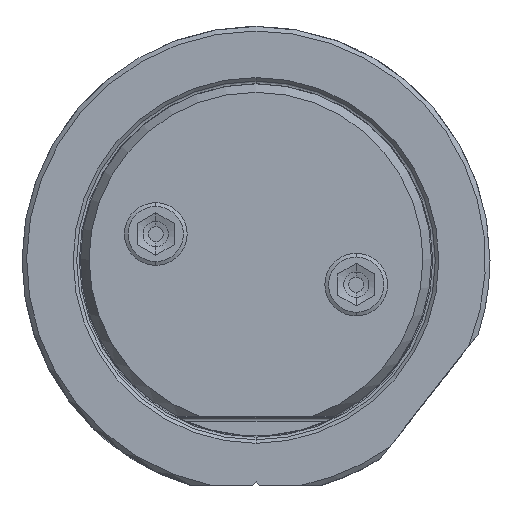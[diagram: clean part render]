
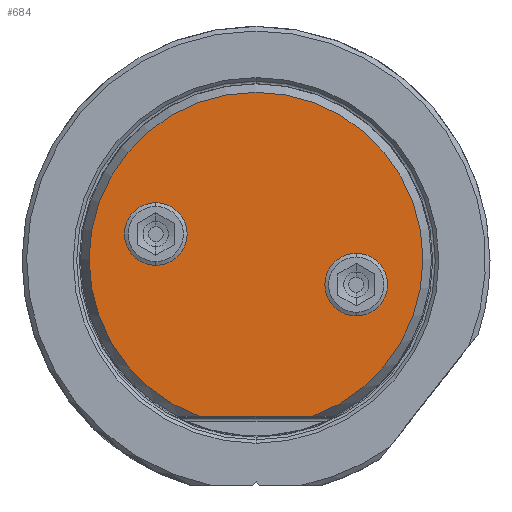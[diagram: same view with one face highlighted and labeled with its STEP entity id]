
A CAD part, top view. The second image highlights one B-rep face of the part: STEP entity #684.
In plain terms, the highlighted planar face has unit normal (0, 0, 1).
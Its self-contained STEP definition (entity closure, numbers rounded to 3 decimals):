
#214=PLANE('',#6255);
#684=ADVANCED_FACE('',(#1023,#1024,#1025),#214,.T.);
#1023=FACE_BOUND('',#1164,.T.);
#1024=FACE_BOUND('',#1165,.T.);
#1025=FACE_BOUND('',#1166,.T.);
#1164=EDGE_LOOP('',(#3150,#3151,#3152));
#1165=EDGE_LOOP('',(#3153,#3154));
#1166=EDGE_LOOP('',(#3155,#3156));
#1482=CIRCLE('',#6246,3.4);
#1484=CIRCLE('',#6249,3.4);
#1485=CIRCLE('',#6251,18.122);
#1486=CIRCLE('',#6252,18.122);
#1487=CIRCLE('',#6253,3.4);
#1488=CIRCLE('',#6254,3.4);
#1878=LINE('',#13553,#2200);
#2200=VECTOR('',#7351,1.);
#3150=ORIENTED_EDGE('',*,*,#5188,.T.);
#3151=ORIENTED_EDGE('',*,*,#5189,.T.);
#3152=ORIENTED_EDGE('',*,*,#5190,.T.);
#3153=ORIENTED_EDGE('',*,*,#5184,.T.);
#3154=ORIENTED_EDGE('',*,*,#5187,.T.);
#3155=ORIENTED_EDGE('',*,*,#5191,.T.);
#3156=ORIENTED_EDGE('',*,*,#5192,.T.);
#4476=VERTEX_POINT('',#13542);
#4477=VERTEX_POINT('',#13544);
#4478=VERTEX_POINT('',#13551);
#4479=VERTEX_POINT('',#13552);
#4480=VERTEX_POINT('',#13554);
#4481=VERTEX_POINT('',#13557);
#4482=VERTEX_POINT('',#13558);
#5184=EDGE_CURVE('',#4477,#4476,#1482,.T.);
#5187=EDGE_CURVE('',#4476,#4477,#1484,.T.);
#5188=EDGE_CURVE('',#4478,#4479,#1485,.T.);
#5189=EDGE_CURVE('',#4479,#4480,#1878,.T.);
#5190=EDGE_CURVE('',#4480,#4478,#1486,.T.);
#5191=EDGE_CURVE('',#4481,#4482,#1487,.T.);
#5192=EDGE_CURVE('',#4482,#4481,#1488,.T.);
#6246=AXIS2_PLACEMENT_3D('',#13543,#7338,#7339);
#6249=AXIS2_PLACEMENT_3D('',#13548,#7345,#7346);
#6251=AXIS2_PLACEMENT_3D('',#13550,#7349,#7350);
#6252=AXIS2_PLACEMENT_3D('',#13555,#7352,#7353);
#6253=AXIS2_PLACEMENT_3D('',#13556,#7354,#7355);
#6254=AXIS2_PLACEMENT_3D('',#13559,#7356,#7357);
#6255=AXIS2_PLACEMENT_3D('',#13560,#7358,#7359);
#7338=DIRECTION('',(0.,0.,-1.));
#7339=DIRECTION('',(1.,0.,0.));
#7345=DIRECTION('',(0.,0.,-1.));
#7346=DIRECTION('',(-1.,0.,0.));
#7349=DIRECTION('',(0.,0.,1.));
#7350=DIRECTION('',(0.,1.,0.));
#7351=DIRECTION('',(1.,0.,0.));
#7352=DIRECTION('',(0.,0.,1.));
#7353=DIRECTION('',(0.339,-0.941,0.));
#7354=DIRECTION('',(0.,0.,-1.));
#7355=DIRECTION('',(1.,0.,0.));
#7356=DIRECTION('',(0.,0.,-1.));
#7357=DIRECTION('',(-1.,0.,0.));
#7358=DIRECTION('',(0.,0.,1.));
#7359=DIRECTION('',(1.,0.,0.));
#13542=CARTESIAN_POINT('',(7.479,-2.745,69.85));
#13543=CARTESIAN_POINT('',(10.879,-2.745,69.85));
#13544=CARTESIAN_POINT('',(14.279,-2.745,69.85));
#13548=CARTESIAN_POINT('',(10.879,-2.745,69.85));
#13550=CARTESIAN_POINT('',(0.,0.,69.85));
#13551=CARTESIAN_POINT('',(0.,18.122,69.85));
#13552=CARTESIAN_POINT('',(-6.141,-17.05,69.85));
#13553=CARTESIAN_POINT('',(-6.141,-17.05,69.85));
#13554=CARTESIAN_POINT('',(6.141,-17.05,69.85));
#13555=CARTESIAN_POINT('',(0.,0.,69.85));
#13556=CARTESIAN_POINT('',(-10.879,2.745,69.85));
#13557=CARTESIAN_POINT('',(-7.479,2.745,69.85));
#13558=CARTESIAN_POINT('',(-14.279,2.745,69.85));
#13559=CARTESIAN_POINT('',(-10.879,2.745,69.85));
#13560=CARTESIAN_POINT('',(0.,0.537,69.85));
